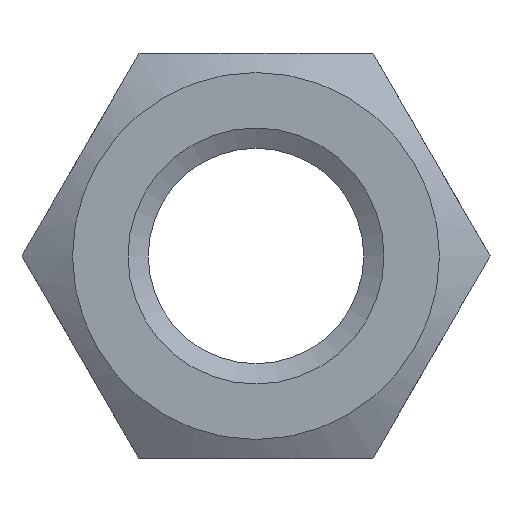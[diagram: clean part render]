
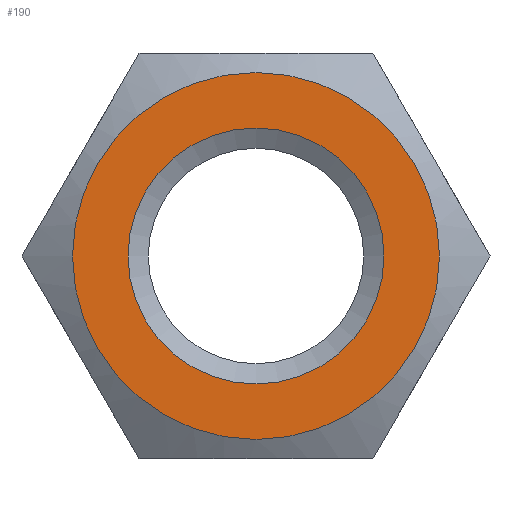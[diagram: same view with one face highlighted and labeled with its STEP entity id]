
A CAD part, left-side view. The second image highlights one B-rep face of the part: STEP entity #190.
In plain terms, the highlighted planar face has unit normal (-1, 0, 0).
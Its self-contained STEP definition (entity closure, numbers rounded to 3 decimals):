
#39=PLANE('',#208);
#50=FACE_BOUND('',#73,.T.);
#57=FACE_OUTER_BOUND('',#72,.T.);
#72=EDGE_LOOP('',(#140));
#73=EDGE_LOOP('',(#141));
#89=CIRCLE('',#205,6.);
#91=CIRCLE('',#209,8.6);
#95=VERTEX_POINT('',#272);
#97=VERTEX_POINT('',#278);
#113=EDGE_CURVE('',#95,#95,#89,.T.);
#115=EDGE_CURVE('',#97,#97,#91,.T.);
#140=ORIENTED_EDGE('',*,*,#115,.T.);
#141=ORIENTED_EDGE('',*,*,#113,.F.);
#190=ADVANCED_FACE('',(#57,#50),#39,.F.);
#205=AXIS2_PLACEMENT_3D('',#273,#228,#229);
#208=AXIS2_PLACEMENT_3D('',#277,#234,#235);
#209=AXIS2_PLACEMENT_3D('',#279,#236,#237);
#228=DIRECTION('center_axis',(-1.,0.,0.));
#229=DIRECTION('ref_axis',(0.,0.,-1.));
#234=DIRECTION('center_axis',(1.,0.,0.));
#235=DIRECTION('ref_axis',(0.,0.,-1.));
#236=DIRECTION('center_axis',(-1.,0.,0.));
#237=DIRECTION('ref_axis',(0.,1.,0.));
#272=CARTESIAN_POINT('',(0.,0.,6.));
#273=CARTESIAN_POINT('Origin',(0.,0.,0.));
#277=CARTESIAN_POINT('Origin',(0.,0.,0.));
#278=CARTESIAN_POINT('',(0.,8.6,0.));
#279=CARTESIAN_POINT('Origin',(0.,0.,0.));
